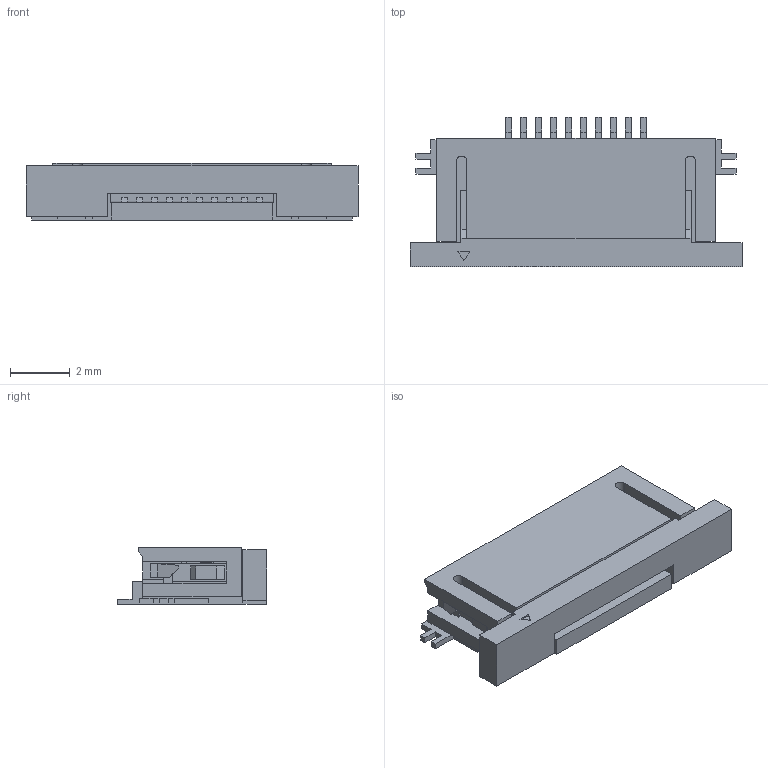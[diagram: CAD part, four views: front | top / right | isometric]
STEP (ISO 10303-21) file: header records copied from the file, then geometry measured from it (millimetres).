
FILE_DESCRIPTION(/* description */ (''),/* implementation_level */ '2;1');
FILE_NAME(/* name */ '527461071wbm000_01_214.stp',/* time_stamp */ '2022-12-20T20:49:39+08:00',/* author */ (''),/* organization */ (''),/* preprocessor_version */ 'ST-DEVELOPER v16.7',/* originating_system */ 'SIEMENS PLM Software NX 1919',/* authorisation */ '');
FILE_SCHEMA (('AUTOMOTIVE_DESIGN { 1 0 10303 214 3 1 1 1 }'));
Length unit declared in the file: millimetre
Products named in the file (1): 527461071wbm000_01
Bounding box: 11.1 x 5 x 1.92 mm (x, y, z)
Volume: 64 mm3; surface area: 271.2 mm2
Topology: 3 solids, 3 shells, 366 faces, 1088 edges, 714 vertices
Faces by surface type: plane 340, cylinder 26
Entity records: 12086 total; most frequent: ORIENTED_EDGE 2176, CARTESIAN_POINT 2169, DIRECTION 1878, EDGE_CURVE 1088, LINE 1032, VECTOR 1032, VERTEX_POINT 714, AXIS2_PLACEMENT_3D 423
